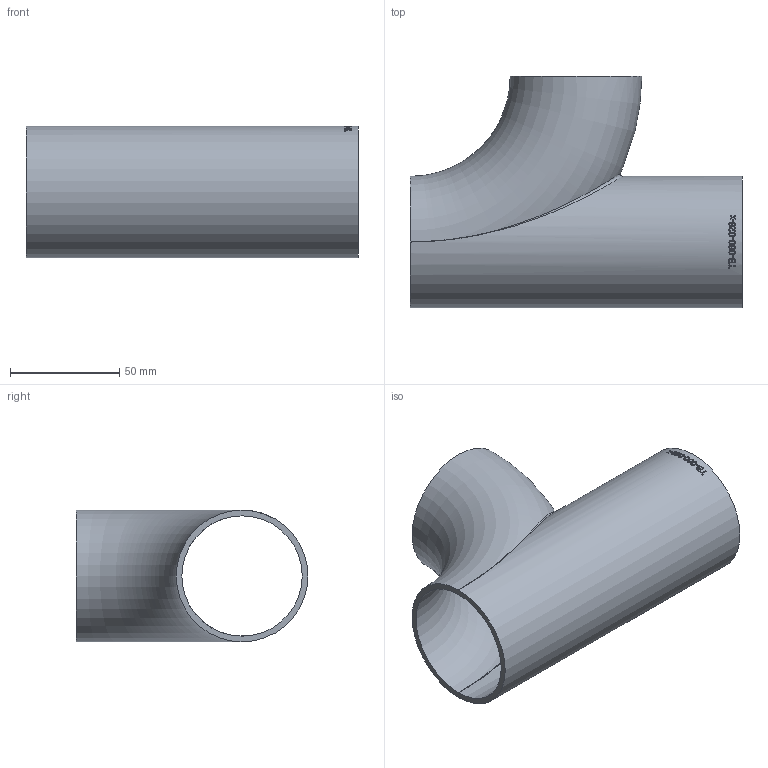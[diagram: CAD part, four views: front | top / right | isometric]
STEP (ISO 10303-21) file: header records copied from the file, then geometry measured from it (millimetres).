
FILE_DESCRIPTION (( 'STEP AP214' ), '1' );
FILE_NAME ('TB-060-026-x T-Bogen 2005.STEP', '2020-05-18T11:05:57', ( '' ), ( '' ), 'SwSTEP 2.0', 'SolidWorks 2019', '' );
FILE_SCHEMA (( 'AUTOMOTIVE_DESIGN' ));
Length unit declared in the file: millimetre
Products named in the file (1): TB-060-026-x T-Bogen 2005
Bounding box: 152 x 106.15 x 60.3 mm (x, y, z)
Volume: 90845.7 mm3; surface area: 71393.8 mm2
Topology: 1 solids, 1 shells, 157 faces, 412 edges, 270 vertices
Faces by surface type: bspline 95, plane 39, cylinder 21, torus 2
Full cylindrical faces by diameter (mm): 55.1 x1, 60.3 x1
Entity records: 21364 total; most frequent: CARTESIAN_POINT 16767, ORIENTED_EDGE 798, EDGE_CURVE 399, B_SPLINE_CURVE_WITH_KNOTS 291, DIRECTION 286, VERTEX_POINT 266, EDGE_LOOP 183, FACE_OUTER_BOUND 161
